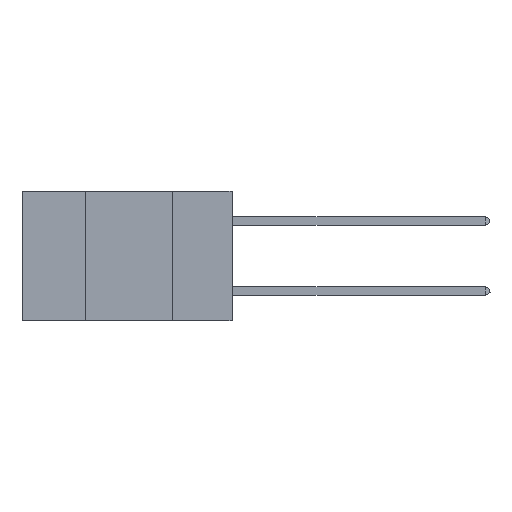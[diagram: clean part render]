
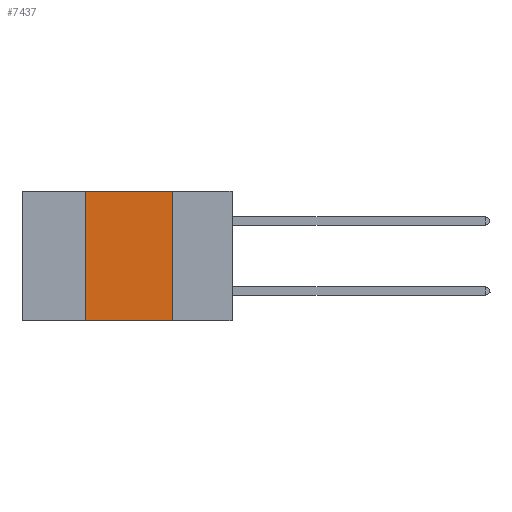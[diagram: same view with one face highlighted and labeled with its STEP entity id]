
A CAD part, left-side view. The second image highlights one B-rep face of the part: STEP entity #7437.
In plain terms, the highlighted planar face has unit normal (-1, 0, 0).
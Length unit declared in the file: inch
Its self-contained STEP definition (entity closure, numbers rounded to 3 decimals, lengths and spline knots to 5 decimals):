
#820 = VECTOR ( 'NONE', #21302, 39.37008 ) ;
#1624 = CARTESIAN_POINT ( 'NONE',  ( 0., 0.42, -0.37 ) ) ;
#1929 = ORIENTED_EDGE ( 'NONE', *, *, #5029, .F. ) ;
#2624 = ORIENTED_EDGE ( 'NONE', *, *, #12819, .F. ) ;
#3112 = EDGE_CURVE ( 'NONE', #13401, #3148, #21095, .T. ) ;
#3144 = PLANE ( 'NONE',  #20811 ) ;
#3148 = VERTEX_POINT ( 'NONE', #20062 ) ;
#3698 = ORIENTED_EDGE ( 'NONE', *, *, #17966, .T. ) ;
#3817 = VECTOR ( 'NONE', #5273, 39.37008 ) ;
#4731 = DIRECTION ( 'NONE',  ( 0., -1., 0. ) ) ;
#5029 = EDGE_CURVE ( 'NONE', #3148, #10063, #18178, .T. ) ;
#5167 = VECTOR ( 'NONE', #4731, 39.37008 ) ;
#5273 = DIRECTION ( 'NONE',  ( 0., 0., 1. ) ) ;
#5813 = CARTESIAN_POINT ( 'NONE',  ( 0., 0.6, -0.37 ) ) ;
#6259 = CARTESIAN_POINT ( 'NONE',  ( 0., 0.17, -0.37 ) ) ;
#7437 = ADVANCED_FACE ( 'NONE', ( #16070 ), #3144, .F. ) ;
#8119 = DIRECTION ( 'NONE',  ( 0., 0., -1. ) ) ;
#8217 = LINE ( 'NONE', #15891, #3817 ) ;
#9668 = CARTESIAN_POINT ( 'NONE',  ( 0., 0.17, 0. ) ) ;
#10063 = VERTEX_POINT ( 'NONE', #6259 ) ;
#10412 = VERTEX_POINT ( 'NONE', #1624 ) ;
#11387 = CARTESIAN_POINT ( 'NONE',  ( 0., 0.6, 0. ) ) ;
#12118 = CARTESIAN_POINT ( 'NONE',  ( 0., 0.42, 0. ) ) ;
#12145 = LINE ( 'NONE', #5813, #5167 ) ;
#12359 = VECTOR ( 'NONE', #17999, 39.37008 ) ;
#12819 = EDGE_CURVE ( 'NONE', #10412, #13401, #8217, .T. ) ;
#13401 = VERTEX_POINT ( 'NONE', #12118 ) ;
#14678 = CARTESIAN_POINT ( 'NONE',  ( 0., 0.6, 0. ) ) ;
#15891 = CARTESIAN_POINT ( 'NONE',  ( 0., 0.42, 0. ) ) ;
#16070 = FACE_OUTER_BOUND ( 'NONE', #17514, .T. ) ;
#16324 = DIRECTION ( 'NONE',  ( 1., 0., 0. ) ) ;
#17514 = EDGE_LOOP ( 'NONE', ( #1929, #21023, #2624, #3698 ) ) ;
#17966 = EDGE_CURVE ( 'NONE', #10412, #10063, #12145, .T. ) ;
#17999 = DIRECTION ( 'NONE',  ( 0., -1., 0. ) ) ;
#18178 = LINE ( 'NONE', #9668, #820 ) ;
#20062 = CARTESIAN_POINT ( 'NONE',  ( 0., 0.17, 0. ) ) ;
#20811 = AXIS2_PLACEMENT_3D ( 'NONE', #14678, #16324, #8119 ) ;
#21023 = ORIENTED_EDGE ( 'NONE', *, *, #3112, .F. ) ;
#21095 = LINE ( 'NONE', #11387, #12359 ) ;
#21302 = DIRECTION ( 'NONE',  ( 0., 0., -1. ) ) ;
